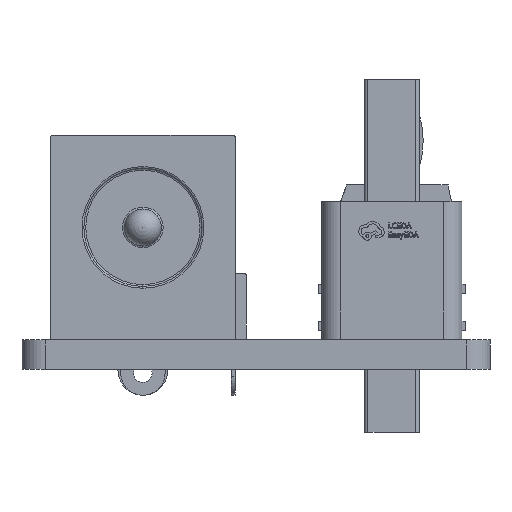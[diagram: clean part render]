
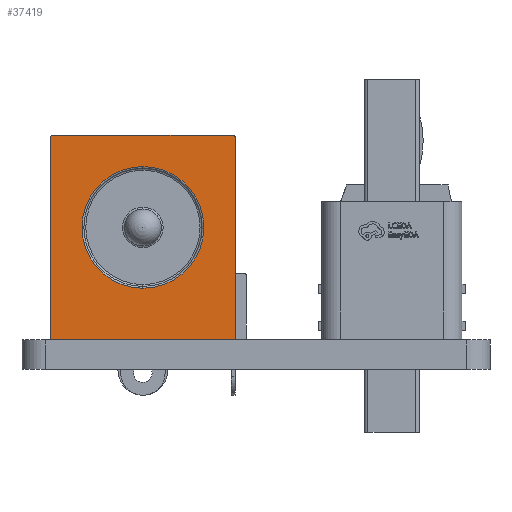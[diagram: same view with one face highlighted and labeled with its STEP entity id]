
A CAD part, front view. The second image highlights one B-rep face of the part: STEP entity #37419.
In plain terms, the highlighted planar face has unit normal (0, -1, 0).
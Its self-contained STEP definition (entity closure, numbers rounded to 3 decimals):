
#35098 = VERTEX_POINT('',#35099);
#35099 = CARTESIAN_POINT('',(-2.45,-10.8,
    2.8));
#35106 = EDGE_CURVE('',#35107,#35098,#35109,.T.);
#35107 = VERTEX_POINT('',#35108);
#35108 = CARTESIAN_POINT('',(-2.45,-10.8,
    9.4));
#35109 = CIRCLE('',#35110,3.3);
#35110 = AXIS2_PLACEMENT_3D('',#35111,#35112,#35113);
#35111 = CARTESIAN_POINT('',(-2.45,-10.8,
    6.1));
#35112 = DIRECTION('',(0.,1.,0.));
#35113 = DIRECTION('',(0.,0.,1.));
#37363 = VERTEX_POINT('',#37364);
#37364 = CARTESIAN_POINT('',(2.55,-10.8,
    11.));
#37370 = EDGE_CURVE('',#37363,#37371,#37373,.T.);
#37371 = VERTEX_POINT('',#37372);
#37372 = CARTESIAN_POINT('',(2.55,-10.8,
    -0.4));
#37373 = LINE('',#37374,#37375);
#37374 = CARTESIAN_POINT('',(2.55,-10.8,
    11.1));
#37375 = VECTOR('',#37376,1.);
#37376 = DIRECTION('',(-0.,-0.,-1.));
#37392 = EDGE_CURVE('',#37393,#37395,#37397,.T.);
#37393 = VERTEX_POINT('',#37394);
#37394 = CARTESIAN_POINT('',(-7.45,-10.8,
    11.));
#37395 = VERTEX_POINT('',#37396);
#37396 = CARTESIAN_POINT('',(-7.45,-10.8,
    -0.4));
#37397 = LINE('',#37398,#37399);
#37398 = CARTESIAN_POINT('',(-7.45,-10.8,
    11.1));
#37399 = VECTOR('',#37400,1.);
#37400 = DIRECTION('',(-0.,-0.,-1.));
#37419 = ADVANCED_FACE('',(#37420,#37430),#37464,.F.);
#37420 = FACE_BOUND('',#37421,.T.);
#37421 = EDGE_LOOP('',(#37422,#37423));
#37422 = ORIENTED_EDGE('',*,*,#35106,.T.);
#37423 = ORIENTED_EDGE('',*,*,#37424,.T.);
#37424 = EDGE_CURVE('',#35098,#35107,#37425,.T.);
#37425 = CIRCLE('',#37426,3.3);
#37426 = AXIS2_PLACEMENT_3D('',#37427,#37428,#37429);
#37427 = CARTESIAN_POINT('',(-2.45,-10.8,
    6.1));
#37428 = DIRECTION('',(0.,1.,0.));
#37429 = DIRECTION('',(0.,0.,1.));
#37430 = FACE_BOUND('',#37431,.T.);
#37431 = EDGE_LOOP('',(#37432,#37433,#37442,#37450,#37457,#37458));
#37432 = ORIENTED_EDGE('',*,*,#37370,.F.);
#37433 = ORIENTED_EDGE('',*,*,#37434,.T.);
#37434 = EDGE_CURVE('',#37363,#37435,#37437,.T.);
#37435 = VERTEX_POINT('',#37436);
#37436 = CARTESIAN_POINT('',(2.45,-10.8,
    11.1));
#37437 = CIRCLE('',#37438,0.1);
#37438 = AXIS2_PLACEMENT_3D('',#37439,#37440,#37441);
#37439 = CARTESIAN_POINT('',(2.45,-10.8,
    11.));
#37440 = DIRECTION('',(0.,-1.,0.));
#37441 = DIRECTION('',(0.,0.,1.));
#37442 = ORIENTED_EDGE('',*,*,#37443,.F.);
#37443 = EDGE_CURVE('',#37444,#37435,#37446,.T.);
#37444 = VERTEX_POINT('',#37445);
#37445 = CARTESIAN_POINT('',(-7.35,-10.8,
    11.1));
#37446 = LINE('',#37447,#37448);
#37447 = CARTESIAN_POINT('',(-7.45,-10.8,
    11.1));
#37448 = VECTOR('',#37449,1.);
#37449 = DIRECTION('',(1.,0.,0.));
#37450 = ORIENTED_EDGE('',*,*,#37451,.T.);
#37451 = EDGE_CURVE('',#37444,#37393,#37452,.T.);
#37452 = CIRCLE('',#37453,0.1);
#37453 = AXIS2_PLACEMENT_3D('',#37454,#37455,#37456);
#37454 = CARTESIAN_POINT('',(-7.35,-10.8,
    11.));
#37455 = DIRECTION('',(0.,-1.,0.));
#37456 = DIRECTION('',(0.,0.,1.));
#37457 = ORIENTED_EDGE('',*,*,#37392,.T.);
#37458 = ORIENTED_EDGE('',*,*,#37459,.T.);
#37459 = EDGE_CURVE('',#37395,#37371,#37460,.T.);
#37460 = LINE('',#37461,#37462);
#37461 = CARTESIAN_POINT('',(-7.45,-10.8,
    -0.4));
#37462 = VECTOR('',#37463,1.);
#37463 = DIRECTION('',(1.,0.,0.));
#37464 = PLANE('',#37465);
#37465 = AXIS2_PLACEMENT_3D('',#37466,#37467,#37468);
#37466 = CARTESIAN_POINT('',(-7.45,-10.8,
    11.1));
#37467 = DIRECTION('',(0.,1.,0.));
#37468 = DIRECTION('',(0.,0.,1.));
